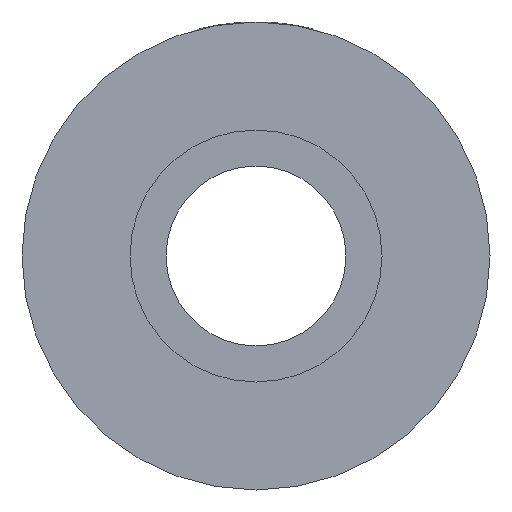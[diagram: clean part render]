
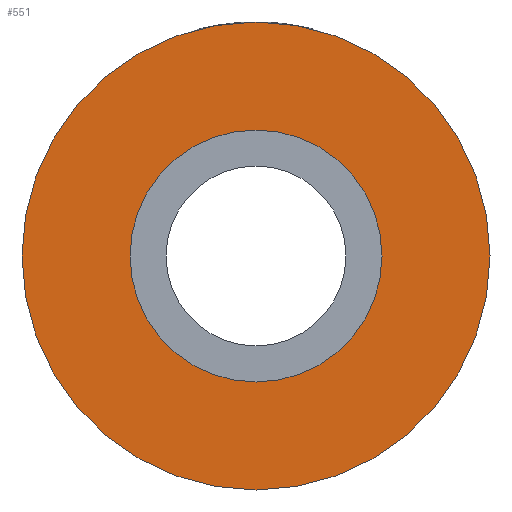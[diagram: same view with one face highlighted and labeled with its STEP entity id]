
A CAD part, front view. The second image highlights one B-rep face of the part: STEP entity #551.
In plain terms, the highlighted planar face has unit normal (0, -1, 0).
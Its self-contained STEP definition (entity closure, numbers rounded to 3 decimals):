
#63 = EDGE_CURVE ( 'NONE', #159, #365, #986, .T. ) ;
#131 = AXIS2_PLACEMENT_3D ( 'NONE', #1015, #408, #182 ) ;
#153 = PLANE ( 'NONE',  #1145 ) ;
#159 = VERTEX_POINT ( 'NONE', #295 ) ;
#167 = EDGE_CURVE ( 'NONE', #365, #159, #599, .T. ) ;
#182 = DIRECTION ( 'NONE',  ( 0., 0., 1. ) ) ;
#217 = FACE_BOUND ( 'NONE', #280, .T. ) ;
#228 = DIRECTION ( 'NONE',  ( 0., 0., -1. ) ) ;
#274 = CIRCLE ( 'NONE', #504, 3.5 ) ;
#280 = EDGE_LOOP ( 'NONE', ( #1025, #1104 ) ) ;
#295 = CARTESIAN_POINT ( 'NONE',  ( 0., 0., 6.5 ) ) ;
#328 = CARTESIAN_POINT ( 'NONE',  ( 0., 0., 0. ) ) ;
#359 = CARTESIAN_POINT ( 'NONE',  ( 0., 0., -6.5 ) ) ;
#365 = VERTEX_POINT ( 'NONE', #359 ) ;
#368 = VERTEX_POINT ( 'NONE', #884 ) ;
#408 = DIRECTION ( 'NONE',  ( 0., 1., 0. ) ) ;
#479 = ORIENTED_EDGE ( 'NONE', *, *, #167, .F. ) ;
#503 = DIRECTION ( 'NONE',  ( 0., 0., -1. ) ) ;
#504 = AXIS2_PLACEMENT_3D ( 'NONE', #541, #657, #228 ) ;
#541 = CARTESIAN_POINT ( 'NONE',  ( 0., 0., 0. ) ) ;
#547 = ORIENTED_EDGE ( 'NONE', *, *, #63, .F. ) ;
#551 = ADVANCED_FACE ( 'NONE', ( #217, #1311 ), #153, .F. ) ;
#599 = CIRCLE ( 'NONE', #131, 6.5 ) ;
#657 = DIRECTION ( 'NONE',  ( 0., -1., 0. ) ) ;
#674 = EDGE_CURVE ( 'NONE', #927, #368, #733, .T. ) ;
#729 = DIRECTION ( 'NONE',  ( 0., -1., 0. ) ) ;
#733 = CIRCLE ( 'NONE', #1152, 3.5 ) ;
#790 = EDGE_CURVE ( 'NONE', #368, #927, #274, .T. ) ;
#809 = DIRECTION ( 'NONE',  ( 0., 0., 1. ) ) ;
#811 = EDGE_LOOP ( 'NONE', ( #479, #547 ) ) ;
#884 = CARTESIAN_POINT ( 'NONE',  ( 0., 0., -3.5 ) ) ;
#927 = VERTEX_POINT ( 'NONE', #1231 ) ;
#986 = CIRCLE ( 'NONE', #1229, 6.5 ) ;
#998 = CARTESIAN_POINT ( 'NONE',  ( 0., 0., 0. ) ) ;
#1015 = CARTESIAN_POINT ( 'NONE',  ( 0., 0., 0. ) ) ;
#1025 = ORIENTED_EDGE ( 'NONE', *, *, #674, .F. ) ;
#1032 = CARTESIAN_POINT ( 'NONE',  ( 0., 0., 0. ) ) ;
#1104 = ORIENTED_EDGE ( 'NONE', *, *, #790, .F. ) ;
#1106 = DIRECTION ( 'NONE',  ( 0., 1., 0. ) ) ;
#1145 = AXIS2_PLACEMENT_3D ( 'NONE', #998, #1106, #809 ) ;
#1152 = AXIS2_PLACEMENT_3D ( 'NONE', #1032, #729, #503 ) ;
#1165 = DIRECTION ( 'NONE',  ( 0., 0., 1. ) ) ;
#1229 = AXIS2_PLACEMENT_3D ( 'NONE', #328, #1278, #1165 ) ;
#1231 = CARTESIAN_POINT ( 'NONE',  ( 0., 0., 3.5 ) ) ;
#1278 = DIRECTION ( 'NONE',  ( 0., 1., 0. ) ) ;
#1311 = FACE_OUTER_BOUND ( 'NONE', #811, .T. ) ;
